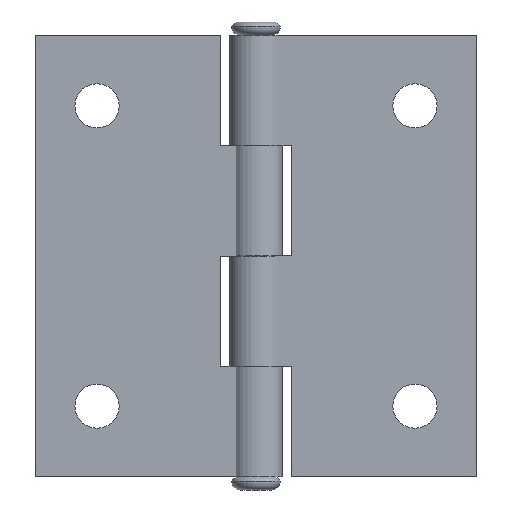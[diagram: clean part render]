
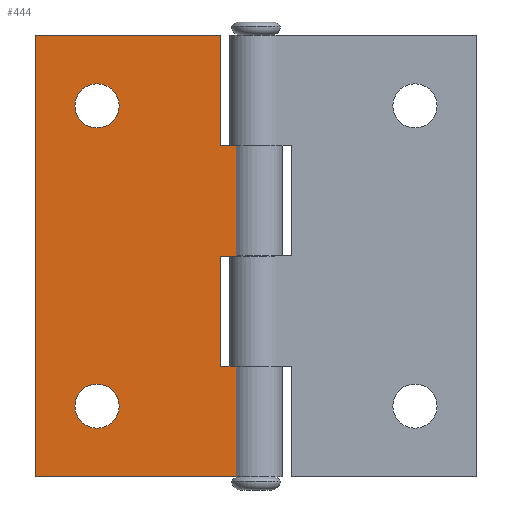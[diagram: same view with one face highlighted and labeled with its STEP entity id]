
A CAD part, front view. The second image highlights one B-rep face of the part: STEP entity #444.
In plain terms, the highlighted planar face has unit normal (0, -1, 0).
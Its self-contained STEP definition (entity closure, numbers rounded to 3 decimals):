
#44=FACE_BOUND('',#114,.T.);
#45=FACE_BOUND('',#115,.T.);
#64=CIRCLE('',#482,2.5);
#65=CIRCLE('',#483,2.5);
#85=FACE_OUTER_BOUND('',#113,.T.);
#113=EDGE_LOOP('',(#343,#344,#345,#346,#347,#348,#349,#350,#351,#352));
#114=EDGE_LOOP('',(#353));
#115=EDGE_LOOP('',(#354));
#149=LINE('',#671,#183);
#153=LINE('',#679,#187);
#156=LINE('',#690,#190);
#160=LINE('',#702,#194);
#163=LINE('',#708,#197);
#168=LINE('',#721,#202);
#169=LINE('',#724,#203);
#170=LINE('',#726,#204);
#171=LINE('',#727,#205);
#172=LINE('',#728,#206);
#183=VECTOR('',#527,12.5);
#187=VECTOR('',#533,1.764);
#190=VECTOR('',#542,1.764);
#194=VECTOR('',#552,12.5);
#197=VECTOR('',#557,1.764);
#202=VECTOR('',#568,21.);
#203=VECTOR('',#571,50.);
#204=VECTOR('',#572,22.764);
#205=VECTOR('',#573,12.5);
#206=VECTOR('',#574,12.5);
#217=VERTEX_POINT('',#669);
#218=VERTEX_POINT('',#670);
#221=VERTEX_POINT('',#678);
#225=VERTEX_POINT('',#688);
#226=VERTEX_POINT('',#689);
#231=VERTEX_POINT('',#701);
#233=VERTEX_POINT('',#707);
#238=VERTEX_POINT('',#719);
#239=VERTEX_POINT('',#723);
#240=VERTEX_POINT('',#725);
#241=VERTEX_POINT('',#729);
#242=VERTEX_POINT('',#731);
#258=EDGE_CURVE('',#217,#218,#149,.T.);
#262=EDGE_CURVE('',#221,#217,#153,.T.);
#267=EDGE_CURVE('',#225,#226,#156,.T.);
#273=EDGE_CURVE('',#231,#225,#160,.T.);
#276=EDGE_CURVE('',#233,#231,#163,.T.);
#283=EDGE_CURVE('',#238,#218,#168,.T.);
#284=EDGE_CURVE('',#239,#238,#169,.T.);
#285=EDGE_CURVE('',#240,#239,#170,.T.);
#286=EDGE_CURVE('',#233,#240,#171,.T.);
#287=EDGE_CURVE('',#221,#226,#172,.T.);
#288=EDGE_CURVE('',#241,#241,#64,.T.);
#289=EDGE_CURVE('',#242,#242,#65,.T.);
#343=ORIENTED_EDGE('',*,*,#262,.T.);
#344=ORIENTED_EDGE('',*,*,#258,.T.);
#345=ORIENTED_EDGE('',*,*,#283,.F.);
#346=ORIENTED_EDGE('',*,*,#284,.F.);
#347=ORIENTED_EDGE('',*,*,#285,.F.);
#348=ORIENTED_EDGE('',*,*,#286,.F.);
#349=ORIENTED_EDGE('',*,*,#276,.T.);
#350=ORIENTED_EDGE('',*,*,#273,.T.);
#351=ORIENTED_EDGE('',*,*,#267,.T.);
#352=ORIENTED_EDGE('',*,*,#287,.F.);
#353=ORIENTED_EDGE('',*,*,#288,.T.);
#354=ORIENTED_EDGE('',*,*,#289,.T.);
#429=PLANE('',#481);
#444=ADVANCED_FACE('',(#85,#44,#45),#429,.T.);
#481=AXIS2_PLACEMENT_3D('',#722,#569,#570);
#482=AXIS2_PLACEMENT_3D('',#730,#575,#576);
#483=AXIS2_PLACEMENT_3D('',#732,#577,#578);
#527=DIRECTION('',(0.,0.,1.));
#533=DIRECTION('',(-1.,0.,0.));
#542=DIRECTION('',(1.,0.,0.));
#552=DIRECTION('',(0.,0.,1.));
#557=DIRECTION('',(-1.,0.,0.));
#568=DIRECTION('',(1.,0.,0.));
#569=DIRECTION('center_axis',(0.,-1.,0.));
#570=DIRECTION('ref_axis',(1.,0.,0.));
#571=DIRECTION('',(0.,0.,1.));
#572=DIRECTION('',(-1.,0.,0.));
#573=DIRECTION('',(0.,0.,-1.));
#574=DIRECTION('',(0.,0.,-1.));
#575=DIRECTION('center_axis',(0.,1.,0.));
#576=DIRECTION('ref_axis',(1.,0.,0.));
#577=DIRECTION('center_axis',(0.,1.,0.));
#578=DIRECTION('ref_axis',(1.,0.,0.));
#669=CARTESIAN_POINT('',(-4.,-2.,12.5));
#670=CARTESIAN_POINT('',(-4.,-2.,25.));
#671=CARTESIAN_POINT('',(-4.,-2.,6.25));
#678=CARTESIAN_POINT('',(-2.236,-2.,12.5));
#679=CARTESIAN_POINT('',(-9.5,-2.,12.5));
#688=CARTESIAN_POINT('',(-4.,-2.,0.));
#689=CARTESIAN_POINT('',(-2.236,-2.,0.));
#690=CARTESIAN_POINT('',(-14.5,-2.,0.));
#701=CARTESIAN_POINT('',(-4.,-2.,-12.5));
#702=CARTESIAN_POINT('',(-4.,-2.,-6.25));
#707=CARTESIAN_POINT('',(-2.236,-2.,-12.5));
#708=CARTESIAN_POINT('',(-9.5,-2.,-12.5));
#719=CARTESIAN_POINT('',(-25.,-2.,25.));
#721=CARTESIAN_POINT('',(-25.,-2.,25.));
#722=CARTESIAN_POINT('Origin',(-25.,-2.,0.));
#723=CARTESIAN_POINT('',(-25.,-2.,-25.));
#724=CARTESIAN_POINT('',(-25.,-2.,0.));
#725=CARTESIAN_POINT('',(-2.236,-2.,-25.));
#726=CARTESIAN_POINT('',(-25.,-2.,-25.));
#727=CARTESIAN_POINT('',(-2.236,-2.,0.));
#728=CARTESIAN_POINT('',(-2.236,-2.,0.));
#729=CARTESIAN_POINT('',(-20.5,-2.,-17.));
#730=CARTESIAN_POINT('Origin',(-18.,-2.,-17.));
#731=CARTESIAN_POINT('',(-20.5,-2.,17.));
#732=CARTESIAN_POINT('Origin',(-18.,-2.,17.));
